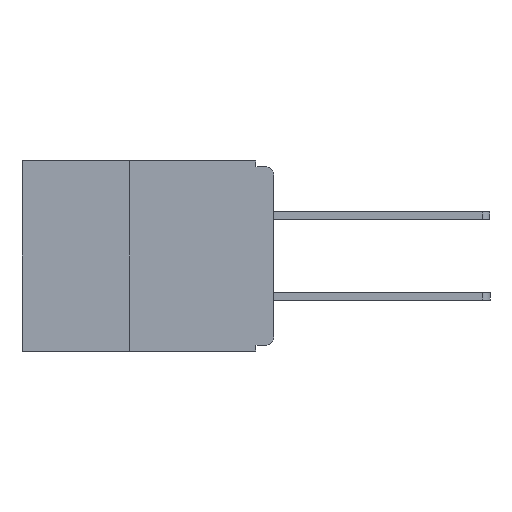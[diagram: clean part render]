
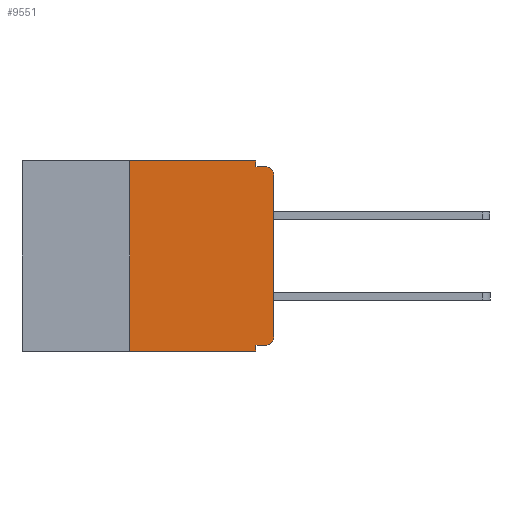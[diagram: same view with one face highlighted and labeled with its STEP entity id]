
A CAD part, left-side view. The second image highlights one B-rep face of the part: STEP entity #9551.
In plain terms, the highlighted planar face has unit normal (-1, 0, 0).
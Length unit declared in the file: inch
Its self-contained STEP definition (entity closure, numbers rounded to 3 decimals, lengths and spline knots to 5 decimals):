
#111 = CIRCLE ( 'NONE', #9795, 0.015 ) ;
#1114 = LINE ( 'NONE', #5321, #24489 ) ;
#1267 = CARTESIAN_POINT ( 'NONE',  ( 0., 0.031, -0.33 ) ) ;
#1271 = CARTESIAN_POINT ( 'NONE',  ( 0., 0.031, 0. ) ) ;
#2082 = EDGE_CURVE ( 'NONE', #5034, #4191, #111, .T. ) ;
#3474 = CARTESIAN_POINT ( 'NONE',  ( 0., 0., -0.01 ) ) ;
#4191 = VERTEX_POINT ( 'NONE', #15159 ) ;
#4347 = LINE ( 'NONE', #24241, #10179 ) ;
#4778 = VERTEX_POINT ( 'NONE', #16945 ) ;
#4818 = ORIENTED_EDGE ( 'NONE', *, *, #5889, .T. ) ;
#4995 = DIRECTION ( 'NONE',  ( 0., 0., -1. ) ) ;
#5034 = VERTEX_POINT ( 'NONE', #20370 ) ;
#5189 = ORIENTED_EDGE ( 'NONE', *, *, #13301, .F. ) ;
#5321 = CARTESIAN_POINT ( 'NONE',  ( 0., 0.437, 0. ) ) ;
#5422 = CARTESIAN_POINT ( 'NONE',  ( 0., 0.015, -0.32 ) ) ;
#5703 = DIRECTION ( 'NONE',  ( 0., -1., 0. ) ) ;
#5782 = ORIENTED_EDGE ( 'NONE', *, *, #23969, .F. ) ;
#5889 = EDGE_CURVE ( 'NONE', #15556, #4778, #6208, .T. ) ;
#6208 = CIRCLE ( 'NONE', #22699, 0.015 ) ;
#6719 = PLANE ( 'NONE',  #10705 ) ;
#6847 = EDGE_CURVE ( 'NONE', #15556, #22280, #16168, .T. ) ;
#6848 = DIRECTION ( 'NONE',  ( 0., 0., -1. ) ) ;
#6897 = CARTESIAN_POINT ( 'NONE',  ( 0., 0., -0.32 ) ) ;
#7191 = CARTESIAN_POINT ( 'NONE',  ( 0., 0.25, -0.33 ) ) ;
#7928 = VECTOR ( 'NONE', #22880, 39.37008 ) ;
#8280 = DIRECTION ( 'NONE',  ( -1., 0., 0. ) ) ;
#8461 = ORIENTED_EDGE ( 'NONE', *, *, #27149, .F. ) ;
#8478 = CARTESIAN_POINT ( 'NONE',  ( 0., 0.015, -0.025 ) ) ;
#8549 = DIRECTION ( 'NONE',  ( 0., 0., -1. ) ) ;
#8648 = LINE ( 'NONE', #14115, #7928 ) ;
#8936 = DIRECTION ( 'NONE',  ( 1., 0., 0. ) ) ;
#9102 = DIRECTION ( 'NONE',  ( 0., 1., 0. ) ) ;
#9278 = VERTEX_POINT ( 'NONE', #1267 ) ;
#9551 = ADVANCED_FACE ( 'NONE', ( #23157 ), #6719, .F. ) ;
#9721 = VERTEX_POINT ( 'NONE', #7191 ) ;
#9795 = AXIS2_PLACEMENT_3D ( 'NONE', #8478, #8280, #8549 ) ;
#10179 = VECTOR ( 'NONE', #6848, 39.37008 ) ;
#10333 = VECTOR ( 'NONE', #9102, 39.37008 ) ;
#10371 = DIRECTION ( 'NONE',  ( -1., 0., 0. ) ) ;
#10705 = AXIS2_PLACEMENT_3D ( 'NONE', #19771, #8936, #24209 ) ;
#10989 = ORIENTED_EDGE ( 'NONE', *, *, #24725, .F. ) ;
#11086 = VERTEX_POINT ( 'NONE', #1271 ) ;
#11504 = EDGE_CURVE ( 'NONE', #9721, #20481, #23028, .T. ) ;
#11598 = EDGE_CURVE ( 'NONE', #4778, #5034, #8648, .T. ) ;
#12106 = VECTOR ( 'NONE', #18156, 39.37008 ) ;
#12732 = DIRECTION ( 'NONE',  ( 0., -1., 0. ) ) ;
#13301 = EDGE_CURVE ( 'NONE', #20481, #11086, #1114, .T. ) ;
#13585 = ORIENTED_EDGE ( 'NONE', *, *, #22854, .T. ) ;
#13881 = ORIENTED_EDGE ( 'NONE', *, *, #6847, .F. ) ;
#14115 = CARTESIAN_POINT ( 'NONE',  ( 0., 0., 0. ) ) ;
#14199 = ORIENTED_EDGE ( 'NONE', *, *, #2082, .T. ) ;
#14516 = LINE ( 'NONE', #22416, #26047 ) ;
#14692 = LINE ( 'NONE', #3474, #24897 ) ;
#15159 = CARTESIAN_POINT ( 'NONE',  ( 0., 0.015, -0.01 ) ) ;
#15556 = VERTEX_POINT ( 'NONE', #5422 ) ;
#15936 = CARTESIAN_POINT ( 'NONE',  ( 0., 0.25, -0.33 ) ) ;
#16168 = LINE ( 'NONE', #6897, #10333 ) ;
#16945 = CARTESIAN_POINT ( 'NONE',  ( 0., 0., -0.305 ) ) ;
#17469 = CARTESIAN_POINT ( 'NONE',  ( 0., 0.031, -0.32 ) ) ;
#18156 = DIRECTION ( 'NONE',  ( 0., 0., 1. ) ) ;
#18405 = CARTESIAN_POINT ( 'NONE',  ( 0., 0.031, -0.01 ) ) ;
#18896 = ORIENTED_EDGE ( 'NONE', *, *, #11504, .F. ) ;
#19771 = CARTESIAN_POINT ( 'NONE',  ( 0., 0.437, 0. ) ) ;
#20370 = CARTESIAN_POINT ( 'NONE',  ( 0., 0., -0.025 ) ) ;
#20481 = VERTEX_POINT ( 'NONE', #26797 ) ;
#20556 = VERTEX_POINT ( 'NONE', #18405 ) ;
#20647 = DIRECTION ( 'NONE',  ( 0., -1., 0. ) ) ;
#21374 = ORIENTED_EDGE ( 'NONE', *, *, #11598, .T. ) ;
#21534 = VECTOR ( 'NONE', #12732, 39.37008 ) ;
#22280 = VERTEX_POINT ( 'NONE', #17469 ) ;
#22416 = CARTESIAN_POINT ( 'NONE',  ( 0., 0.031, 0. ) ) ;
#22699 = AXIS2_PLACEMENT_3D ( 'NONE', #23426, #10371, #25573 ) ;
#22726 = EDGE_LOOP ( 'NONE', ( #21374, #14199, #8461, #10989, #5189, #18896, #13585, #5782, #13881, #4818 ) ) ;
#22854 = EDGE_CURVE ( 'NONE', #9721, #9278, #27876, .T. ) ;
#22880 = DIRECTION ( 'NONE',  ( 0., 0., 1. ) ) ;
#23028 = LINE ( 'NONE', #15936, #12106 ) ;
#23157 = FACE_OUTER_BOUND ( 'NONE', #22726, .T. ) ;
#23426 = CARTESIAN_POINT ( 'NONE',  ( 0., 0.015, -0.305 ) ) ;
#23969 = EDGE_CURVE ( 'NONE', #22280, #9278, #4347, .T. ) ;
#24209 = DIRECTION ( 'NONE',  ( 0., 0., -1. ) ) ;
#24241 = CARTESIAN_POINT ( 'NONE',  ( 0., 0.031, -0.33 ) ) ;
#24489 = VECTOR ( 'NONE', #20647, 39.37008 ) ;
#24725 = EDGE_CURVE ( 'NONE', #11086, #20556, #14516, .T. ) ;
#24897 = VECTOR ( 'NONE', #5703, 39.37008 ) ;
#25573 = DIRECTION ( 'NONE',  ( 0., 0., -1. ) ) ;
#26047 = VECTOR ( 'NONE', #4995, 39.37008 ) ;
#26797 = CARTESIAN_POINT ( 'NONE',  ( 0., 0.25, 0. ) ) ;
#27149 = EDGE_CURVE ( 'NONE', #20556, #4191, #14692, .T. ) ;
#27766 = CARTESIAN_POINT ( 'NONE',  ( 0., 0.437, -0.33 ) ) ;
#27876 = LINE ( 'NONE', #27766, #21534 ) ;
